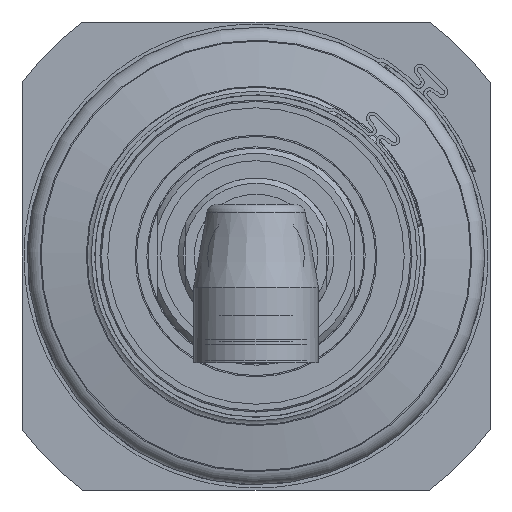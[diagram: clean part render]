
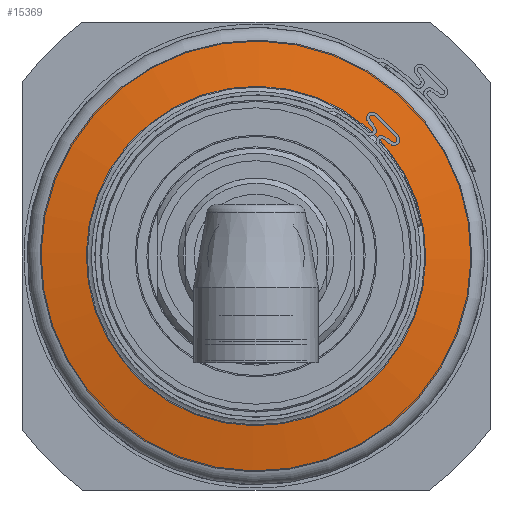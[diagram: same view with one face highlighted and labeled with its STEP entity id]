
A CAD part, left-side view. The second image highlights one B-rep face of the part: STEP entity #15369.
In plain terms, the highlighted conical face has half-angle 80 degrees and reference radius 37.087 mm.
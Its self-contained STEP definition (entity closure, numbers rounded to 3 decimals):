
#1613=CONICAL_SURFACE('',#16603,37.087,80.);
#2336=FACE_BOUND('',#3759,.T.);
#2733=FACE_OUTER_BOUND('',#3758,.T.);
#3758=EDGE_LOOP('',(#10362));
#3759=EDGE_LOOP('',(#10363));
#4874=CIRCLE('',#16602,32.653);
#4875=CIRCLE('',#16604,41.521);
#6170=VERTEX_POINT('',#24480);
#6171=VERTEX_POINT('',#24483);
#7793=EDGE_CURVE('',#6170,#6170,#4874,.T.);
#7794=EDGE_CURVE('',#6171,#6171,#4875,.T.);
#10362=ORIENTED_EDGE('',*,*,#7793,.T.);
#10363=ORIENTED_EDGE('',*,*,#7794,.F.);
#15369=ADVANCED_FACE('',(#2733,#2336),#1613,.T.);
#16602=AXIS2_PLACEMENT_3D('',#24481,#19354,#19355);
#16603=AXIS2_PLACEMENT_3D('',#24482,#19356,#19357);
#16604=AXIS2_PLACEMENT_3D('',#24484,#19358,#19359);
#19354=DIRECTION('center_axis',(1.,0.,0.));
#19355=DIRECTION('ref_axis',(0.,-0.157,-0.988));
#19356=DIRECTION('center_axis',(1.,0.,0.));
#19357=DIRECTION('ref_axis',(0.,0.988,-0.157));
#19358=DIRECTION('center_axis',(1.,0.,0.));
#19359=DIRECTION('ref_axis',(0.,-0.157,-0.988));
#24480=CARTESIAN_POINT('',(53.006,32.246,-5.135));
#24481=CARTESIAN_POINT('Origin',(53.006,0.,
0.));
#24482=CARTESIAN_POINT('Origin',(53.788,0.,
0.));
#24483=CARTESIAN_POINT('',(54.57,41.004,-6.53));
#24484=CARTESIAN_POINT('Origin',(54.57,0.,
0.));
